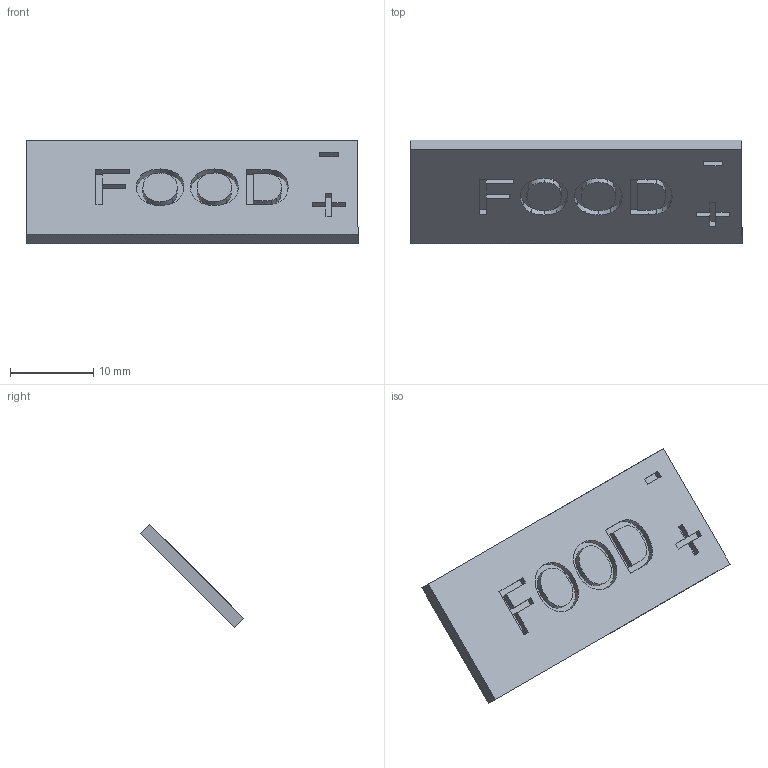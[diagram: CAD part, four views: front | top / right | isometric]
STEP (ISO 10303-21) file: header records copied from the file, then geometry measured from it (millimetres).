
FILE_DESCRIPTION(/* description */ (''),/* implementation_level */ '2;1');
FILE_NAME(/* name */ 'thermometer_label_food.step',/* time_stamp */ '2025-06-19T09:57:23-04:00',/* author */ (''),/* organization */ (''),/* preprocessor_version */ 'ST-DEVELOPER v20.1',/* originating_system */ 'Autodesk Translation Framework v14.10.0.0',/* authorisation */ '');
FILE_SCHEMA (('AUTOMOTIVE_DESIGN { 1 0 10303 214 3 1 1 }'));
Length unit declared in the file: millimetre
Products named in the file (1): Food Plate
Bounding box: 39.85 x 12.45 x 12.45 mm (x, y, z)
Volume: 977.2 mm3; surface area: 1572.5 mm2
Topology: 1 solids, 1 shells, 103 faces, 276 edges, 184 vertices
Faces by surface type: bspline 56, plane 47
Entity records: 3761 total; most frequent: CARTESIAN_POINT 1516, ORIENTED_EDGE 552, EDGE_CURVE 276, DIRECTION 260, VERTEX_POINT 184, LINE 164, VECTOR 164, B_SPLINE_CURVE_WITH_KNOTS 112
